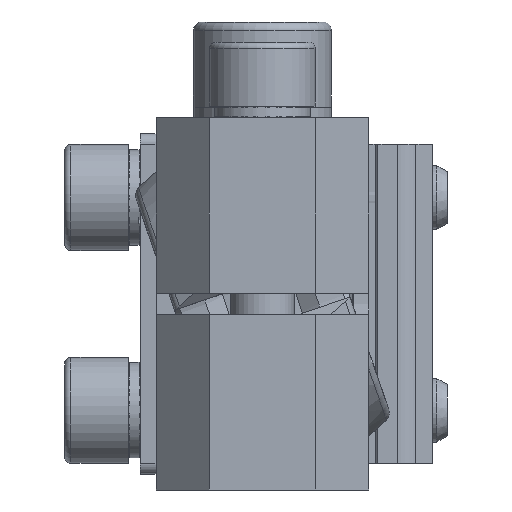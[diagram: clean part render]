
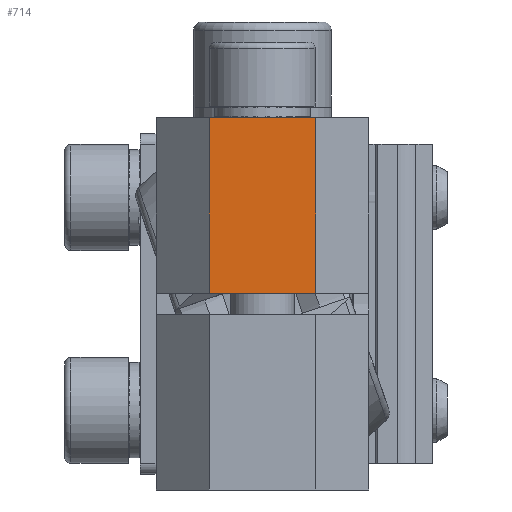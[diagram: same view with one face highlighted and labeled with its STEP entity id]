
A CAD part, front view. The second image highlights one B-rep face of the part: STEP entity #714.
In plain terms, the highlighted planar face has unit normal (0, -1, 0).
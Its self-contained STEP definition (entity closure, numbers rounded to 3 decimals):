
#714=ADVANCED_FACE('',(#1590),#1591,.T.);
#1590=FACE_OUTER_BOUND('',#2769,.T.);
#1591=PLANE('',#2770);
#2769=EDGE_LOOP('',(#4113,#4114,#4115,#4116));
#2770=AXIS2_PLACEMENT_3D('',#4117,#4118,#4119);
#4113=ORIENTED_EDGE('',*,*,#7470,.F.);
#4114=ORIENTED_EDGE('',*,*,#7471,.T.);
#4115=ORIENTED_EDGE('',*,*,#7472,.T.);
#4116=ORIENTED_EDGE('',*,*,#7473,.T.);
#4117=CARTESIAN_POINT('',(-47.15,-25.5,17.5));
#4118=DIRECTION('',(0.,-1.0,0.));
#4119=DIRECTION('',(0.0,0.,-1.0));
#7470=EDGE_CURVE('',#8925,#8926,#8927,.T.);
#7471=EDGE_CURVE('',#8925,#8928,#8929,.T.);
#7472=EDGE_CURVE('',#8928,#8930,#8931,.T.);
#7473=EDGE_CURVE('',#8930,#8926,#8932,.T.);
#8925=VERTEX_POINT('',#11075);
#8926=VERTEX_POINT('',#11076);
#8927=LINE('',#11077,#11078);
#8928=VERTEX_POINT('',#11079);
#8929=LINE('',#11080,#11081);
#8930=VERTEX_POINT('',#11082);
#8931=LINE('',#11083,#11084);
#8932=LINE('',#11085,#11086);
#11075=CARTESIAN_POINT('',(-5.0,-25.5,17.5));
#11076=CARTESIAN_POINT('',(5.0,-25.5,17.5));
#11077=CARTESIAN_POINT('',(-47.15,-25.5,17.5));
#11078=VECTOR('',#13864,1.0);
#11079=CARTESIAN_POINT('',(-5.0,-25.5,1.0));
#11080=CARTESIAN_POINT('',(-5.0,-25.5,1.5));
#11081=VECTOR('',#13865,1.0);
#11082=CARTESIAN_POINT('',(5.0,-25.5,1.0));
#11083=CARTESIAN_POINT('',(-285.275,-25.5,1.0));
#11084=VECTOR('',#13866,1.0);
#11085=CARTESIAN_POINT('',(5.0,-25.5,17.5));
#11086=VECTOR('',#13867,1.0);
#13864=DIRECTION('',(1.0,0.,0.0));
#13865=DIRECTION('',(0.,0.,-1.0));
#13866=DIRECTION('',(1.0,0.,0.0));
#13867=DIRECTION('',(0.,0.,1.0));
